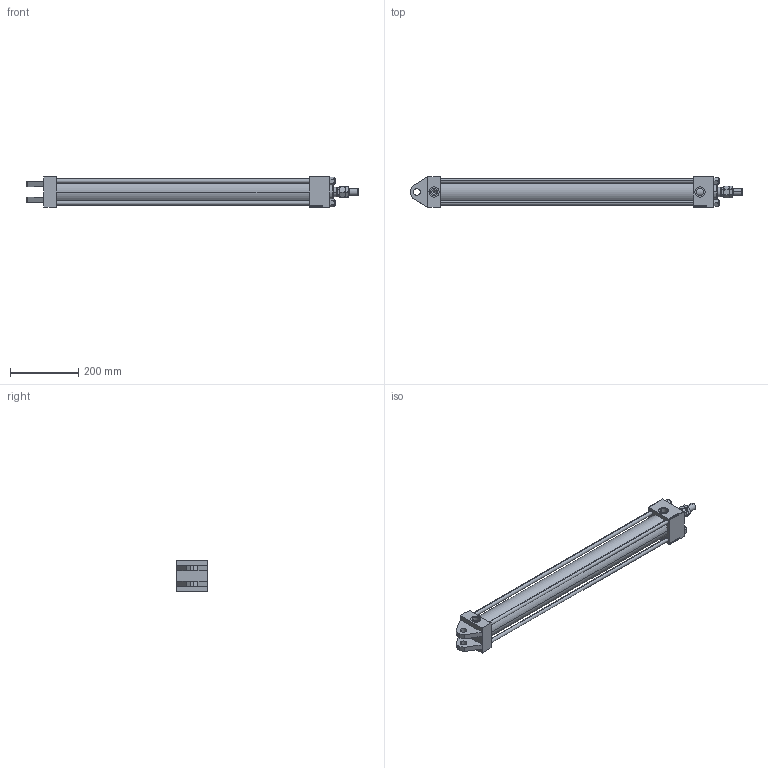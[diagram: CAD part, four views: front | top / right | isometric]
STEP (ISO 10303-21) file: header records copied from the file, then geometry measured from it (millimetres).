
FILE_DESCRIPTION (( 'STEP AP203' ), '1' );
FILE_NAME ('b323.STEP', '2023-08-23T03:58:20', ( '' ), ( '' ), 'SwSTEP 2.0', 'SolidWorks 2019', '' );
FILE_SCHEMA (( 'CONFIG_CONTROL_DESIGN' ));
Length unit declared in the file: millimetre
Products named in the file (7): V215CR_H_Body 34d081983b08ae272e9490603bb5d676; V215CR_VCP_H 34d081983b08ae272e9490603bb5d676; V215CR_TYCINKA_H 34d081983b08ae272e9490603bb5d676; MTA 34d081983b08ae272e9490603bb5d676; b323; NUT_M5_H 34d081983b08ae272e9490603bb5d676; V215_VC_A 34d081983b08ae272e9490603bb5d676
Assembly tree (12 placements, depth 2):
  b323
    V215CR_H_Body 34d081983b08ae272e9490603bb5d676
    V215CR_VCP_H 34d081983b08ae272e9490603bb5d676
    V215CR_TYCINKA_H 34d081983b08ae272e9490603bb5d676  x4
    NUT_M5_H 34d081983b08ae272e9490603bb5d676  x4
    V215_VC_A 34d081983b08ae272e9490603bb5d676
    MTA 34d081983b08ae272e9490603bb5d676
Bounding box: 972 x 90 x 90 mm (x, y, z)
Volume: 2217236.3 mm3; surface area: 647264.6 mm2
Topology: 12 solids, 12 shells, 1178 faces, 2942 edges, 1897 vertices
Faces by surface type: plane 533, bspline 392, cone 156, cylinder 87, torus 10
Entity records: 51366 total; most frequent: CARTESIAN_POINT 27590, ORIENTED_EDGE 5376, DIRECTION 3400, EDGE_CURVE 2688, VERTEX_POINT 1753, VECTOR 1592, LINE 1592, EDGE_LOOP 1183
